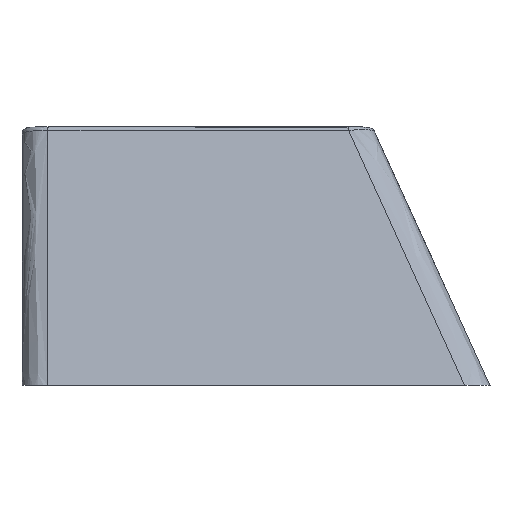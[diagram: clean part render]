
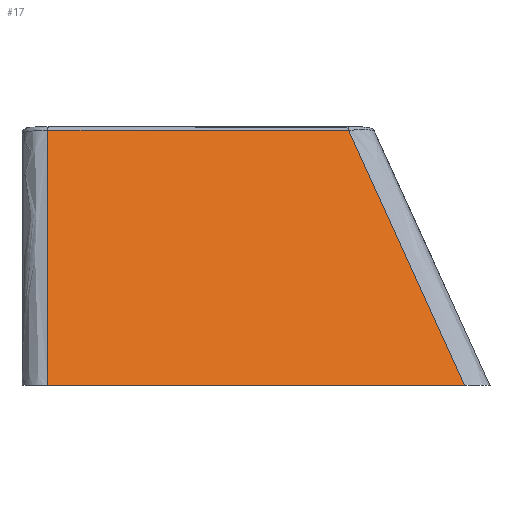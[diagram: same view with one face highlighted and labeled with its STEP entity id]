
A CAD part, left-side view. The second image highlights one B-rep face of the part: STEP entity #17.
In plain terms, the highlighted free-form (B-spline) face has degree [1, 1] with [2, 2] control points.
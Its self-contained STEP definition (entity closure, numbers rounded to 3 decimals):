
#17 = ADVANCED_FACE('',(#18),#83,.F.);
#18 = FACE_BOUND('',#19,.F.);
#19 = EDGE_LOOP('',(#20,#38,#61,#77));
#20 = ORIENTED_EDGE('',*,*,#21,.T.);
#21 = EDGE_CURVE('',#22,#24,#26,.T.);
#22 = VERTEX_POINT('',#23);
#23 = CARTESIAN_POINT('',(-13.788,8.025,0.));
#24 = VERTEX_POINT('',#25);
#25 = CARTESIAN_POINT('',(-11.057,8.025,9.839));
#26 = B_SPLINE_CURVE_WITH_KNOTS('',4,(#27,#28,#29,#30,#31,#32,#33,#34,
    #35,#36,#37),.UNSPECIFIED.,.F.,.F.,(5,3,3,5),(-0.635,
    0.,10.655,11.291),.UNSPECIFIED.);
#27 = CARTESIAN_POINT('',(-13.957,8.025,-0.612));
#28 = CARTESIAN_POINT('',(-13.915,8.025,-0.459));
#29 = CARTESIAN_POINT('',(-13.872,8.025,-0.306));
#30 = CARTESIAN_POINT('',(-13.83,8.025,-0.153));
#31 = CARTESIAN_POINT('',(-13.075,8.025,2.567));
#32 = CARTESIAN_POINT('',(-12.363,8.025,5.134));
#33 = CARTESIAN_POINT('',(-11.651,8.025,7.701));
#34 = CARTESIAN_POINT('',(-10.896,8.025,10.42));
#35 = CARTESIAN_POINT('',(-10.853,8.025,10.573));
#36 = CARTESIAN_POINT('',(-10.811,8.025,10.726));
#37 = CARTESIAN_POINT('',(-10.768,8.025,10.879));
#38 = ORIENTED_EDGE('',*,*,#39,.T.);
#39 = EDGE_CURVE('',#24,#40,#42,.T.);
#40 = VERTEX_POINT('',#41);
#41 = CARTESIAN_POINT('',(-11.057,-3.571,9.839
    ));
#42 = ( BOUNDED_CURVE() B_SPLINE_CURVE(9,(#43,#44,#45,#46,#47,#48,#49,
    #50,#51,#52,#53,#54,#55,#56,#57,#58,#59,#60),.UNSPECIFIED.,.F.,.F.) 
B_SPLINE_CURVE_WITH_KNOTS((10,8,10),(56.555,68.048,
68.118),.UNSPECIFIED.) CURVE() GEOMETRIC_REPRESENTATION_ITEM() 
RATIONAL_B_SPLINE_CURVE((1.,1.,1.,1.,1.,1.,1.,1.,1.,1.,1.,1.,1.,1.,1.,1.
,1.,1.)) REPRESENTATION_ITEM('') );
#43 = CARTESIAN_POINT('',(-11.057,8.025,9.839));
#44 = CARTESIAN_POINT('',(-11.057,6.72,9.839)
  );
#45 = CARTESIAN_POINT('',(-11.057,5.457,9.839)
  );
#46 = CARTESIAN_POINT('',(-11.057,4.174,9.839)
  );
#47 = CARTESIAN_POINT('',(-11.057,2.908,9.839)
  );
#48 = CARTESIAN_POINT('',(-11.057,1.617,9.839)
  );
#49 = CARTESIAN_POINT('',(-11.057,0.349,9.839)
  );
#50 = CARTESIAN_POINT('',(-11.057,-0.934,9.839)
  );
#51 = CARTESIAN_POINT('',(-11.057,-2.202,9.839
    ));
#52 = CARTESIAN_POINT('',(-11.057,-3.507,9.839
    ));
#53 = CARTESIAN_POINT('',(-11.057,-3.515,9.839
    ));
#54 = CARTESIAN_POINT('',(-11.057,-3.523,9.839
    ));
#55 = CARTESIAN_POINT('',(-11.057,-3.531,9.839
    ));
#56 = CARTESIAN_POINT('',(-11.057,-3.539,9.839
    ));
#57 = CARTESIAN_POINT('',(-11.057,-3.547,9.839
    ));
#58 = CARTESIAN_POINT('',(-11.057,-3.555,9.839
    ));
#59 = CARTESIAN_POINT('',(-11.057,-3.563,9.839
    ));
#60 = CARTESIAN_POINT('',(-11.057,-3.571,9.839
    ));
#61 = ORIENTED_EDGE('',*,*,#62,.F.);
#62 = EDGE_CURVE('',#63,#40,#65,.T.);
#63 = VERTEX_POINT('',#64);
#64 = CARTESIAN_POINT('',(-13.788,-8.048,0.));
#65 = B_SPLINE_CURVE_WITH_KNOTS('',4,(#66,#67,#68,#69,#70,#71,#72,#73,
    #74,#75,#76),.UNSPECIFIED.,.F.,.F.,(5,3,3,5),(-0.467,
    0.226,11.724,12.417),.UNSPECIFIED.);
#66 = CARTESIAN_POINT('',(-13.998,-8.393,
    -0.759));
#67 = CARTESIAN_POINT('',(-13.956,-8.324,
    -0.606));
#68 = CARTESIAN_POINT('',(-13.913,-8.254,
    -0.453));
#69 = CARTESIAN_POINT('',(-13.871,-8.184,
    -0.3));
#70 = CARTESIAN_POINT('',(-13.124,-6.961,2.39
    ));
#71 = CARTESIAN_POINT('',(-12.42,-5.806,4.927)
  );
#72 = CARTESIAN_POINT('',(-11.716,-4.652,7.463
    ));
#73 = CARTESIAN_POINT('',(-10.97,-3.428,10.153));
#74 = CARTESIAN_POINT('',(-10.928,-3.359,10.306));
#75 = CARTESIAN_POINT('',(-10.885,-3.289,10.459));
#76 = CARTESIAN_POINT('',(-10.843,-3.22,10.612));
#77 = ORIENTED_EDGE('',*,*,#78,.T.);
#78 = EDGE_CURVE('',#63,#22,#79,.T.);
#79 = LINE('',#80,#81);
#80 = CARTESIAN_POINT('',(-13.788,-9.025,0.));
#81 = VECTOR('',#82,1.);
#82 = DIRECTION('',(0.,1.,0.));
#83 = B_SPLINE_SURFACE_WITH_KNOTS('',1,1,(
    (#84,#85)
    ,(#86,#87
  )),.UNSPECIFIED.,.F.,.F.,.F.,(2,2),(2,2),(0.,18.05),(0.,1.),
  .PIECEWISE_BEZIER_KNOTS.);
#84 = CARTESIAN_POINT('',(-13.788,-9.025,0.));
#85 = CARTESIAN_POINT('',(-11.013,-4.475,10.));
#86 = CARTESIAN_POINT('',(-13.788,9.025,0.));
#87 = CARTESIAN_POINT('',(-11.013,9.025,10.));
